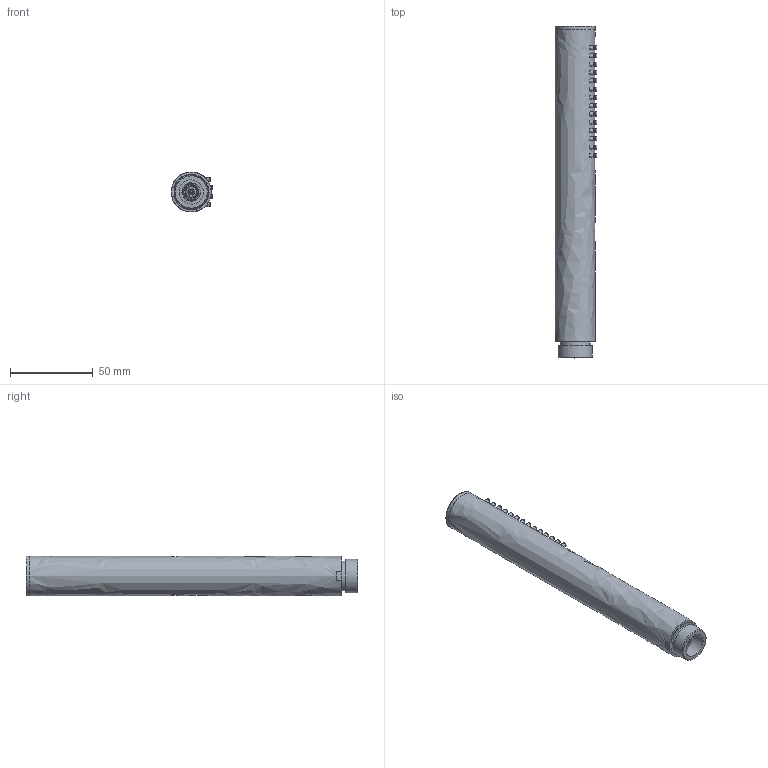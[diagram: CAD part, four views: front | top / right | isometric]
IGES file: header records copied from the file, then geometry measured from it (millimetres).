
Global section: file name: V182W; native system: Autodesk Inventor 2024; preprocessor: unknown; author: rclarke; date: 20241029.080642; units: millimetre
Bounding box: 25.03 x 200 x 24 mm (x, y, z)
Volume: 80986.1 mm3; surface area: 22437.1 mm2
Topology: 2 solids, 2 shells, 444 faces, 1047 edges, 729 vertices
Faces by surface type: bspline 444
